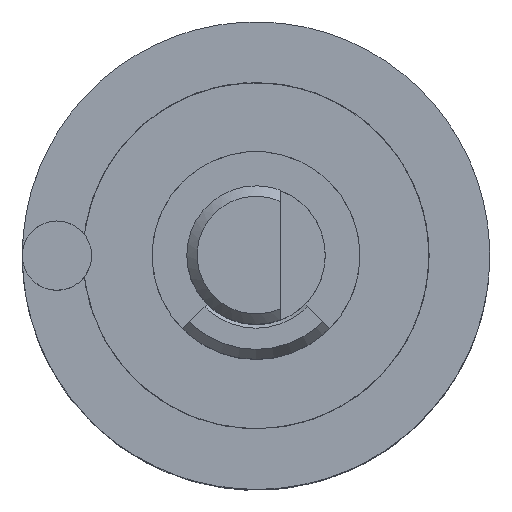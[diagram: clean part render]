
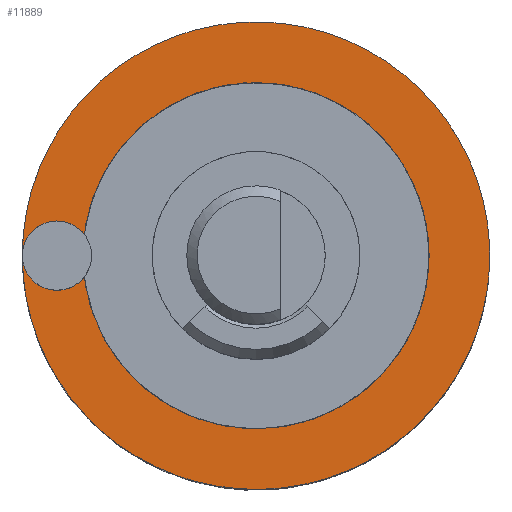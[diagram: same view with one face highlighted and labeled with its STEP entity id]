
A CAD part, top view. The second image highlights one B-rep face of the part: STEP entity #11889.
In plain terms, the highlighted face is planar.
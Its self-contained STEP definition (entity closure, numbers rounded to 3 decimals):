
#262 = CIRCLE ( 'NONE', #3406, 5. ) ;
#681 = DIRECTION ( 'NONE',  ( 0., 0., -1. ) ) ;
#727 = PLANE ( 'NONE',  #12650 ) ;
#753 = DIRECTION ( 'NONE',  ( 0., 0., -1. ) ) ;
#924 = CIRCLE ( 'NONE', #12191, 6.75 ) ;
#2235 = EDGE_CURVE ( 'NONE', #4854, #2273, #6467, .T. ) ;
#2273 = VERTEX_POINT ( 'NONE', #2534 ) ;
#2534 = CARTESIAN_POINT ( 'NONE',  ( 4.962, -0.616, 3.267 ) ) ;
#2613 = CARTESIAN_POINT ( 'NONE',  ( 4.962, 0.616, 3.267 ) ) ;
#3044 = FACE_OUTER_BOUND ( 'NONE', #5014, .T. ) ;
#3406 = AXIS2_PLACEMENT_3D ( 'NONE', #10667, #4871, #12717 ) ;
#3530 = CARTESIAN_POINT ( 'NONE',  ( 6.75, 0., 3.267 ) ) ;
#3600 = CARTESIAN_POINT ( 'NONE',  ( 5.75, 0., 3.267 ) ) ;
#3604 = ORIENTED_EDGE ( 'NONE', *, *, #9984, .T. ) ;
#3627 = ORIENTED_EDGE ( 'NONE', *, *, #2235, .F. ) ;
#4854 = VERTEX_POINT ( 'NONE', #3530 ) ;
#4871 = DIRECTION ( 'NONE',  ( 0., 0., 1. ) ) ;
#4889 = EDGE_CURVE ( 'NONE', #11884, #4854, #8009, .T. ) ;
#5014 = EDGE_LOOP ( 'NONE', ( #8094, #3604, #3627, #5670 ) ) ;
#5670 = ORIENTED_EDGE ( 'NONE', *, *, #6632, .F. ) ;
#6314 = AXIS2_PLACEMENT_3D ( 'NONE', #3600, #6494, #9494 ) ;
#6467 = CIRCLE ( 'NONE', #6314, 1. ) ;
#6494 = DIRECTION ( 'NONE',  ( 0., 0., -1. ) ) ;
#6632 = EDGE_CURVE ( 'NONE', #4854, #4854, #924, .T. ) ;
#6680 = DIRECTION ( 'NONE',  ( 0., 0., 1. ) ) ;
#7526 = DIRECTION ( 'NONE',  ( -1., 0., 0. ) ) ;
#8009 = CIRCLE ( 'NONE', #10678, 1. ) ;
#8094 = ORIENTED_EDGE ( 'NONE', *, *, #4889, .F. ) ;
#9494 = DIRECTION ( 'NONE',  ( -1., 0., 0. ) ) ;
#9687 = CARTESIAN_POINT ( 'NONE',  ( 0., 0., 3.267 ) ) ;
#9984 = EDGE_CURVE ( 'NONE', #11884, #2273, #262, .T. ) ;
#10564 = CARTESIAN_POINT ( 'NONE',  ( 6.75, 0., 3.267 ) ) ;
#10667 = CARTESIAN_POINT ( 'NONE',  ( 0., 0., 3.267 ) ) ;
#10678 = AXIS2_PLACEMENT_3D ( 'NONE', #12589, #753, #11500 ) ;
#10682 = DIRECTION ( 'NONE',  ( 1., 0., 0. ) ) ;
#11500 = DIRECTION ( 'NONE',  ( -1., 0., 0. ) ) ;
#11884 = VERTEX_POINT ( 'NONE', #2613 ) ;
#11889 = ADVANCED_FACE ( 'NONE', ( #3044 ), #727, .T. ) ;
#12191 = AXIS2_PLACEMENT_3D ( 'NONE', #9687, #6680, #10682 ) ;
#12589 = CARTESIAN_POINT ( 'NONE',  ( 5.75, 0., 3.267 ) ) ;
#12650 = AXIS2_PLACEMENT_3D ( 'NONE', #10564, #681, #7526 ) ;
#12717 = DIRECTION ( 'NONE',  ( 0., 1., 0. ) ) ;
